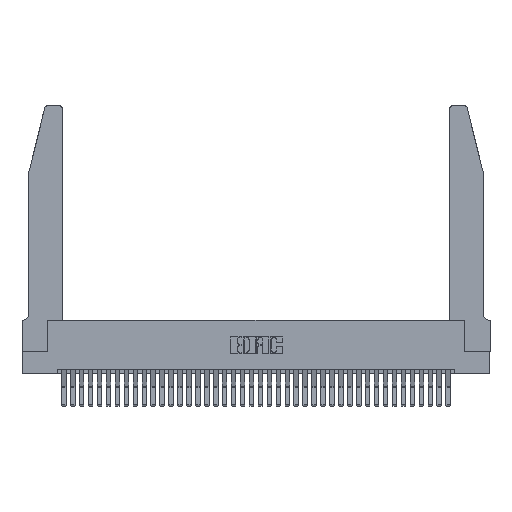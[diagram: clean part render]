
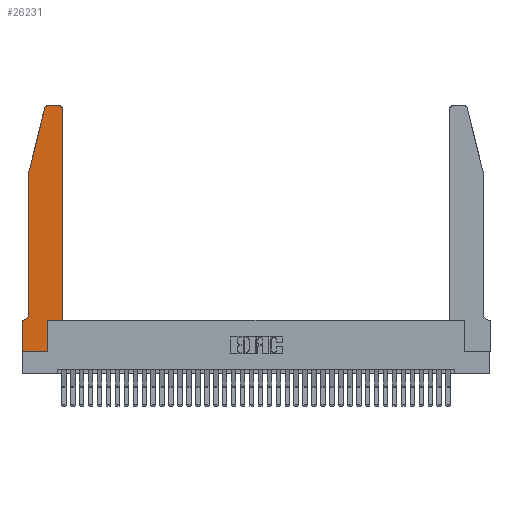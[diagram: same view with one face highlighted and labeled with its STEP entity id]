
A CAD part, top view. The second image highlights one B-rep face of the part: STEP entity #26231.
In plain terms, the highlighted planar face has unit normal (0, 0, 1).
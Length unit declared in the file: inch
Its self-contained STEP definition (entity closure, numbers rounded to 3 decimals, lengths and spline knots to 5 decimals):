
#214 = CARTESIAN_POINT ( 'NONE',  ( 0.4505, 0.35, 0.37 ) ) ;
#943 = CARTESIAN_POINT ( 'NONE',  ( 0., 0., 0.37 ) ) ;
#955 = CARTESIAN_POINT ( 'NONE',  ( 0.0755, 2., 0.37 ) ) ;
#1117 = CARTESIAN_POINT ( 'NONE',  ( 0.0755, 2., 0.37 ) ) ;
#1396 = CIRCLE ( 'NONE', #4768, 0.03 ) ;
#1404 = DIRECTION ( 'NONE',  ( 1., 0., 0. ) ) ;
#1447 = ORIENTED_EDGE ( 'NONE', *, *, #4431, .T. ) ;
#2153 = CARTESIAN_POINT ( 'NONE',  ( 0.2865, 0.35, 0.37 ) ) ;
#3411 = DIRECTION ( 'NONE',  ( 0., 1., 0. ) ) ;
#3651 = CARTESIAN_POINT ( 'NONE',  ( 0.25487, 2.72718, 0.37 ) ) ;
#3700 = CARTESIAN_POINT ( 'NONE',  ( 0.0055, 0.42, 0.37 ) ) ;
#4065 = EDGE_CURVE ( 'NONE', #37899, #25777, #13754, .T. ) ;
#4431 = EDGE_CURVE ( 'NONE', #22629, #30951, #14684, .T. ) ;
#4768 = AXIS2_PLACEMENT_3D ( 'NONE', #9239, #30235, #12314 ) ;
#4872 = CARTESIAN_POINT ( 'NONE',  ( 0.2605, 2.75, 0.37 ) ) ;
#4893 = ORIENTED_EDGE ( 'NONE', *, *, #30896, .T. ) ;
#5005 = AXIS2_PLACEMENT_3D ( 'NONE', #37533, #19789, #1404 ) ;
#5012 = VECTOR ( 'NONE', #17424, 39.37008 ) ;
#5130 = EDGE_CURVE ( 'NONE', #38755, #32091, #1396, .T. ) ;
#5602 = VECTOR ( 'NONE', #33436, 39.37008 ) ;
#5611 = CARTESIAN_POINT ( 'NONE',  ( 0.4505, 0.35, 0.37 ) ) ;
#6133 = CARTESIAN_POINT ( 'NONE',  ( 0.284, 2.75, 0.37 ) ) ;
#6371 = ORIENTED_EDGE ( 'NONE', *, *, #23960, .T. ) ;
#6551 = VECTOR ( 'NONE', #30277, 39.37008 ) ;
#6742 = EDGE_CURVE ( 'NONE', #25777, #38755, #27930, .T. ) ;
#6803 = DIRECTION ( 'NONE',  ( -1., 0., 0. ) ) ;
#7005 = VERTEX_POINT ( 'NONE', #1117 ) ;
#7777 = ORIENTED_EDGE ( 'NONE', *, *, #14868, .T. ) ;
#8113 = EDGE_CURVE ( 'NONE', #28945, #37238, #29668, .T. ) ;
#8153 = VERTEX_POINT ( 'NONE', #12552 ) ;
#8294 = CARTESIAN_POINT ( 'NONE',  ( 0.0755, 2., 0.37 ) ) ;
#9079 = FACE_OUTER_BOUND ( 'NONE', #12690, .T. ) ;
#9239 = CARTESIAN_POINT ( 'NONE',  ( 0.284, 2.72, 0.37 ) ) ;
#9946 = DIRECTION ( 'NONE',  ( 1., 0., 0. ) ) ;
#10019 = EDGE_CURVE ( 'NONE', #31286, #22629, #13187, .T. ) ;
#11187 = DIRECTION ( 'NONE',  ( 0., 0., 1. ) ) ;
#12110 = ORIENTED_EDGE ( 'NONE', *, *, #5130, .T. ) ;
#12314 = DIRECTION ( 'NONE',  ( 1., 0., 0. ) ) ;
#12552 = CARTESIAN_POINT ( 'NONE',  ( 0.0755, 0.42, 0.37 ) ) ;
#12690 = EDGE_LOOP ( 'NONE', ( #25308, #12110, #4893, #37762, #7777, #16838, #1447, #17789, #19700, #35472, #6371, #30393 ) ) ;
#13187 = LINE ( 'NONE', #14375, #5012 ) ;
#13754 = CIRCLE ( 'NONE', #5005, 0.03 ) ;
#14375 = CARTESIAN_POINT ( 'NONE',  ( 0.0755, 0.35, 0.37 ) ) ;
#14608 = CARTESIAN_POINT ( 'NONE',  ( 0.4505, 2.72, 0.37 ) ) ;
#14684 = LINE ( 'NONE', #24359, #6551 ) ;
#14785 = CARTESIAN_POINT ( 'NONE',  ( 0., 0.35, 0.37 ) ) ;
#14868 = EDGE_CURVE ( 'NONE', #8153, #31286, #28673, .T. ) ;
#15063 = CARTESIAN_POINT ( 'NONE',  ( 0.4205, 2.75, 0.37 ) ) ;
#15307 = LINE ( 'NONE', #8294, #31181 ) ;
#16838 = ORIENTED_EDGE ( 'NONE', *, *, #10019, .T. ) ;
#17424 = DIRECTION ( 'NONE',  ( -1., 0., 0. ) ) ;
#17789 = ORIENTED_EDGE ( 'NONE', *, *, #24867, .T. ) ;
#19183 = VECTOR ( 'NONE', #19355, 39.37008 ) ;
#19355 = DIRECTION ( 'NONE',  ( 1., 0., 0. ) ) ;
#19370 = DIRECTION ( 'NONE',  ( -0.239, -0.971, 0. ) ) ;
#19700 = ORIENTED_EDGE ( 'NONE', *, *, #8113, .T. ) ;
#19789 = DIRECTION ( 'NONE',  ( 0., 0., 1. ) ) ;
#20202 = DIRECTION ( 'NONE',  ( -1., 0., 0. ) ) ;
#21720 = LINE ( 'NONE', #214, #36527 ) ;
#22629 = VERTEX_POINT ( 'NONE', #14785 ) ;
#23026 = CARTESIAN_POINT ( 'NONE',  ( 0.2865, 0., 0.37 ) ) ;
#23195 = PLANE ( 'NONE',  #30820 ) ;
#23960 = EDGE_CURVE ( 'NONE', #38657, #37899, #21720, .T. ) ;
#24359 = CARTESIAN_POINT ( 'NONE',  ( 0., 0., 0.37 ) ) ;
#24773 = EDGE_CURVE ( 'NONE', #37238, #38657, #30797, .T. ) ;
#24867 = EDGE_CURVE ( 'NONE', #30951, #28945, #34948, .T. ) ;
#24959 = DIRECTION ( 'NONE',  ( 0., 0., -1. ) ) ;
#25308 = ORIENTED_EDGE ( 'NONE', *, *, #6742, .T. ) ;
#25585 = VECTOR ( 'NONE', #19370, 39.37008 ) ;
#25777 = VERTEX_POINT ( 'NONE', #15063 ) ;
#26231 = ADVANCED_FACE ( 'NONE', ( #9079 ), #23195, .T. ) ;
#26673 = AXIS2_PLACEMENT_3D ( 'NONE', #3700, #24959, #6803 ) ;
#27005 = VECTOR ( 'NONE', #20202, 39.37008 ) ;
#27040 = CARTESIAN_POINT ( 'NONE',  ( 0.0055, 0.35, 0.37 ) ) ;
#27930 = LINE ( 'NONE', #4872, #27005 ) ;
#27971 = CARTESIAN_POINT ( 'NONE',  ( 0.4505, 0.35, 0.37 ) ) ;
#28673 = CIRCLE ( 'NONE', #26673, 0.07 ) ;
#28945 = VERTEX_POINT ( 'NONE', #23026 ) ;
#29160 = CARTESIAN_POINT ( 'NONE',  ( 0., 0.35, 0.37 ) ) ;
#29668 = LINE ( 'NONE', #30475, #5602 ) ;
#30235 = DIRECTION ( 'NONE',  ( 0., 0., 1. ) ) ;
#30277 = DIRECTION ( 'NONE',  ( 0., -1., 0. ) ) ;
#30393 = ORIENTED_EDGE ( 'NONE', *, *, #4065, .T. ) ;
#30475 = CARTESIAN_POINT ( 'NONE',  ( 0.2865, 0.35, 0.37 ) ) ;
#30797 = LINE ( 'NONE', #27971, #36793 ) ;
#30820 = AXIS2_PLACEMENT_3D ( 'NONE', #29160, #11187, #32100 ) ;
#30896 = EDGE_CURVE ( 'NONE', #32091, #7005, #33419, .T. ) ;
#30951 = VERTEX_POINT ( 'NONE', #31424 ) ;
#31181 = VECTOR ( 'NONE', #38245, 39.37008 ) ;
#31286 = VERTEX_POINT ( 'NONE', #27040 ) ;
#31424 = CARTESIAN_POINT ( 'NONE',  ( 0., 0., 0.37 ) ) ;
#32091 = VERTEX_POINT ( 'NONE', #3651 ) ;
#32100 = DIRECTION ( 'NONE',  ( 1., 0., 0. ) ) ;
#33419 = LINE ( 'NONE', #955, #25585 ) ;
#33436 = DIRECTION ( 'NONE',  ( 0., 1., 0. ) ) ;
#34948 = LINE ( 'NONE', #943, #19183 ) ;
#35472 = ORIENTED_EDGE ( 'NONE', *, *, #24773, .T. ) ;
#36527 = VECTOR ( 'NONE', #3411, 39.37008 ) ;
#36653 = EDGE_CURVE ( 'NONE', #7005, #8153, #15307, .T. ) ;
#36793 = VECTOR ( 'NONE', #9946, 39.37008 ) ;
#37238 = VERTEX_POINT ( 'NONE', #2153 ) ;
#37533 = CARTESIAN_POINT ( 'NONE',  ( 0.4205, 2.72, 0.37 ) ) ;
#37762 = ORIENTED_EDGE ( 'NONE', *, *, #36653, .T. ) ;
#37899 = VERTEX_POINT ( 'NONE', #14608 ) ;
#38245 = DIRECTION ( 'NONE',  ( 0., -1., 0. ) ) ;
#38657 = VERTEX_POINT ( 'NONE', #5611 ) ;
#38755 = VERTEX_POINT ( 'NONE', #6133 ) ;
